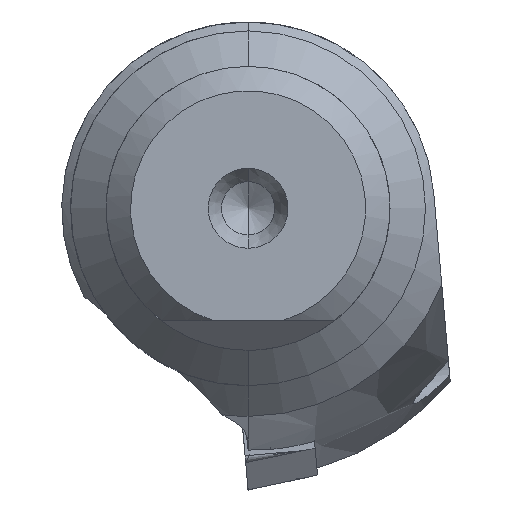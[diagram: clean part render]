
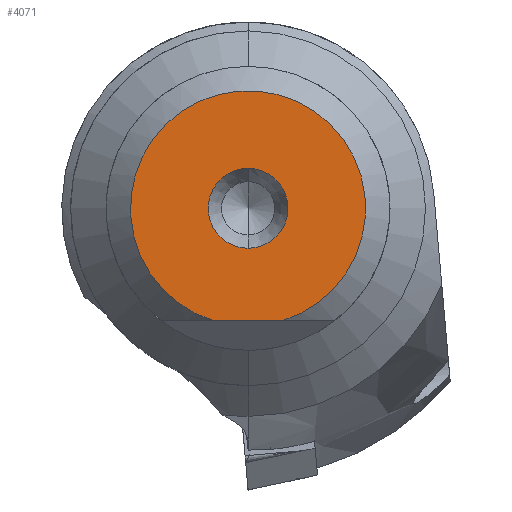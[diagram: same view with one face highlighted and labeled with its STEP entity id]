
A CAD part, left-side view. The second image highlights one B-rep face of the part: STEP entity #4071.
In plain terms, the highlighted planar face has unit normal (-1, 0, 0).
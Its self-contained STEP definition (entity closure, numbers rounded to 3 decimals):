
#120 = DIRECTION ( 'NONE',  ( 0., 0., 1. ) ) ;
#124 = ORIENTED_EDGE ( 'NONE', *, *, #2400, .F. ) ;
#180 = AXIS2_PLACEMENT_3D ( 'NONE', #4123, #3072, #828 ) ;
#431 = AXIS2_PLACEMENT_3D ( 'NONE', #625, #3439, #2029 ) ;
#607 = VERTEX_POINT ( 'NONE', #3660 ) ;
#625 = CARTESIAN_POINT ( 'NONE',  ( 0., 2.25, 0. ) ) ;
#730 = EDGE_LOOP ( 'NONE', ( #124, #2046 ) ) ;
#732 = DIRECTION ( 'NONE',  ( 0., -1., 0. ) ) ;
#828 = DIRECTION ( 'NONE',  ( 0., 0., 1. ) ) ;
#976 = VERTEX_POINT ( 'NONE', #1634 ) ;
#990 = CARTESIAN_POINT ( 'NONE',  ( 0., 2.25, -6.33 ) ) ;
#1042 = LINE ( 'NONE', #990, #3298 ) ;
#1415 = AXIS2_PLACEMENT_3D ( 'NONE', #4421, #2285, #3102 ) ;
#1634 = CARTESIAN_POINT ( 'NONE',  ( 0., 0., -2.25 ) ) ;
#1691 = FACE_OUTER_BOUND ( 'NONE', #4472, .T. ) ;
#2029 = DIRECTION ( 'NONE',  ( 0., 0., -1. ) ) ;
#2046 = ORIENTED_EDGE ( 'NONE', *, *, #4417, .F. ) ;
#2285 = DIRECTION ( 'NONE',  ( -1., 0., 0. ) ) ;
#2400 = EDGE_CURVE ( 'NONE', #607, #976, #3641, .T. ) ;
#2912 = VERTEX_POINT ( 'NONE', #3816 ) ;
#2988 = ORIENTED_EDGE ( 'NONE', *, *, #3620, .T. ) ;
#3033 = AXIS2_PLACEMENT_3D ( 'NONE', #3365, #4002, #120 ) ;
#3069 = FACE_BOUND ( 'NONE', #730, .T. ) ;
#3072 = DIRECTION ( 'NONE',  ( -1., 0., 0. ) ) ;
#3102 = DIRECTION ( 'NONE',  ( 0., 0., 1. ) ) ;
#3240 = VERTEX_POINT ( 'NONE', #4089 ) ;
#3281 = EDGE_CURVE ( 'NONE', #2912, #3240, #4270, .T. ) ;
#3298 = VECTOR ( 'NONE', #732, 1000. ) ;
#3365 = CARTESIAN_POINT ( 'NONE',  ( 0., 0., 0. ) ) ;
#3439 = DIRECTION ( 'NONE',  ( 1., 0., 0. ) ) ;
#3620 = EDGE_CURVE ( 'NONE', #3240, #2912, #1042, .T. ) ;
#3641 = CIRCLE ( 'NONE', #180, 2.25 ) ;
#3660 = CARTESIAN_POINT ( 'NONE',  ( 0., 0., 2.25 ) ) ;
#3816 = CARTESIAN_POINT ( 'NONE',  ( 0., -1.955, -6.33 ) ) ;
#4002 = DIRECTION ( 'NONE',  ( -1., 0., 0. ) ) ;
#4071 = ADVANCED_FACE ( 'NONE', ( #3069, #1691 ), #4518, .F. ) ;
#4080 = CIRCLE ( 'NONE', #3033, 2.25 ) ;
#4089 = CARTESIAN_POINT ( 'NONE',  ( 0., 1.955, -6.33 ) ) ;
#4110 = ORIENTED_EDGE ( 'NONE', *, *, #3281, .T. ) ;
#4123 = CARTESIAN_POINT ( 'NONE',  ( 0., 0., 0. ) ) ;
#4270 = CIRCLE ( 'NONE', #1415, 6.625 ) ;
#4417 = EDGE_CURVE ( 'NONE', #976, #607, #4080, .T. ) ;
#4421 = CARTESIAN_POINT ( 'NONE',  ( 0., 0., 0. ) ) ;
#4472 = EDGE_LOOP ( 'NONE', ( #4110, #2988 ) ) ;
#4518 = PLANE ( 'NONE',  #431 ) ;
